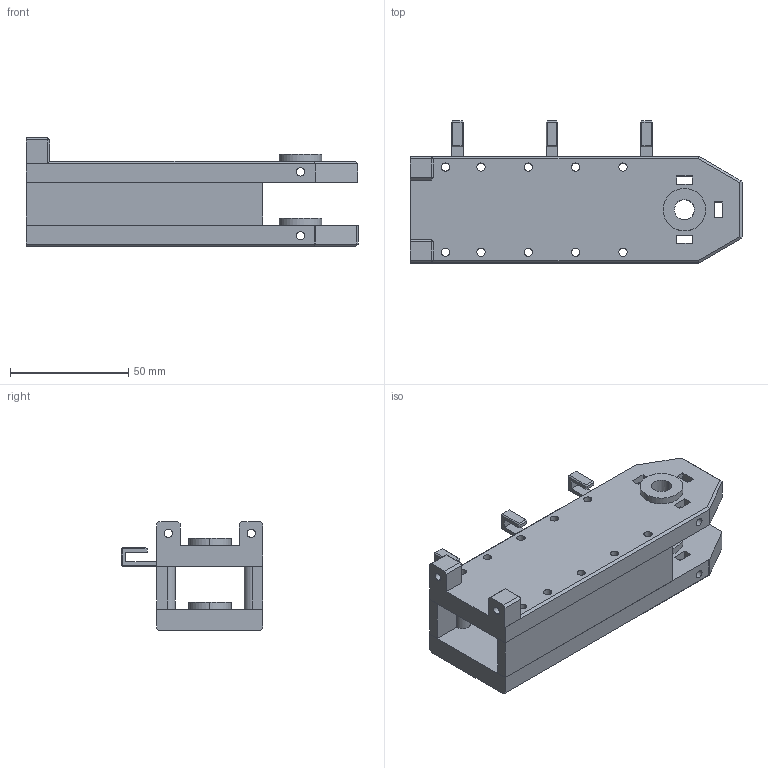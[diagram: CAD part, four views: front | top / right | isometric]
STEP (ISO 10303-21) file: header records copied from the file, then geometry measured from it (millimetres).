
FILE_DESCRIPTION (( 'STEP AP203' ), '1' );
FILE_NAME ('Short_A_Default_sldprt.STEP', '2023-01-28T16:54:11', ( 'Windows User' ), ( '' ), 'SwSTEP 2.0', 'SolidWorks 2022', '' );
FILE_SCHEMA (( 'CONFIG_CONTROL_DESIGN' ));
Length unit declared in the file: millimetre
Products named in the file (1): Short_A_Default_sldprt
Bounding box: 140.32 x 60 x 46 mm (x, y, z)
Volume: 126799.9 mm3; surface area: 48800.1 mm2
Topology: 4 solids, 4 shells, 279 faces, 741 edges, 470 vertices
Faces by surface type: plane 169, cylinder 110
Entity records: 9162 total; most frequent: CARTESIAN_POINT 1839, DIRECTION 1485, ORIENTED_EDGE 1482, EDGE_CURVE 741, VECTOR 517, LINE 517, AXIS2_PLACEMENT_3D 484, VERTEX_POINT 470
